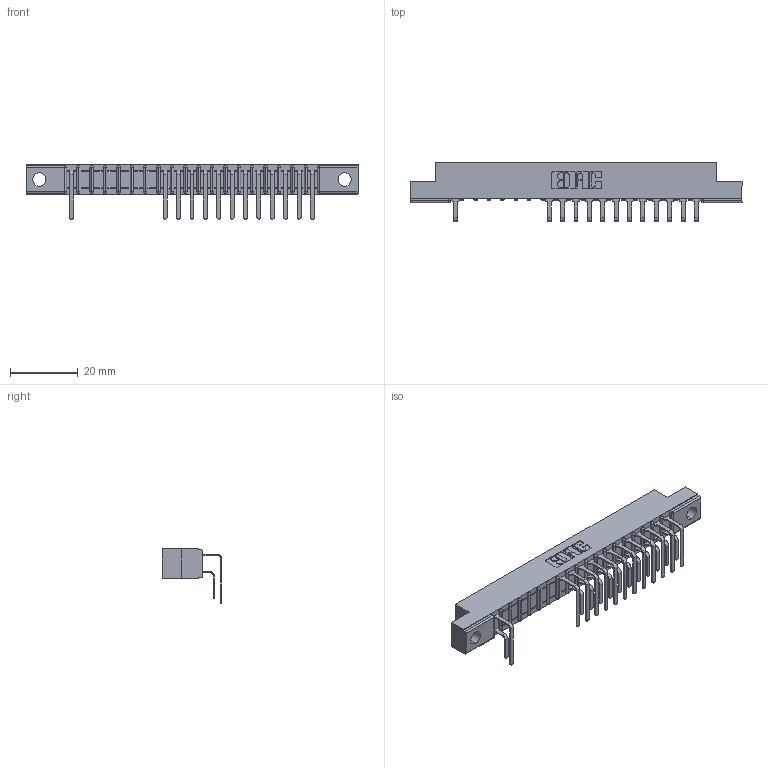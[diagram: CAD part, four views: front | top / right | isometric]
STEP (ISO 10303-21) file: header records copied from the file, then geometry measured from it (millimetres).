
FILE_DESCRIPTION (( 'STEP AP203' ), '1' );
FILE_NAME ('307-038-559-202.STEP', '2018-08-05T12:07:17', ( '' ), ( '' ), 'SwSTEP 2.0', 'SolidWorks 2016', '' );
FILE_SCHEMA (( 'CONFIG_CONTROL_DESIGN' ));
Length unit declared in the file: inch
Products named in the file (4): 307-038-559-202; 307 Part_.128 Dia Mounting Holes; 307-290-001_558 559 - 1 (Single); 307-290-001_559 - 2 (Single)
Assembly tree (26 placements, depth 2):
  307-038-559-202
    307 Part_.128 Dia Mounting Holes
    307-290-001_558 559 - 1 (Single)  x12
    307-290-001_559 - 2 (Single)  x13
Bounding box: 98.3 x 17.69 x 16.08 mm (x, y, z)
Volume: 6286.4 mm3; surface area: 10433.6 mm2
Topology: 26 solids, 26 shells, 1518 faces, 4289 edges, 2770 vertices
Faces by surface type: plane 973, cylinder 505, sphere 40
Entity records: 20765 total; most frequent: CARTESIAN_POINT 3460, ORIENTED_EDGE 3438, DIRECTION 3385, EDGE_CURVE 1719, LINE 1307, VECTOR 1307, VERTEX_POINT 1114, AXIS2_PLACEMENT_3D 1039
